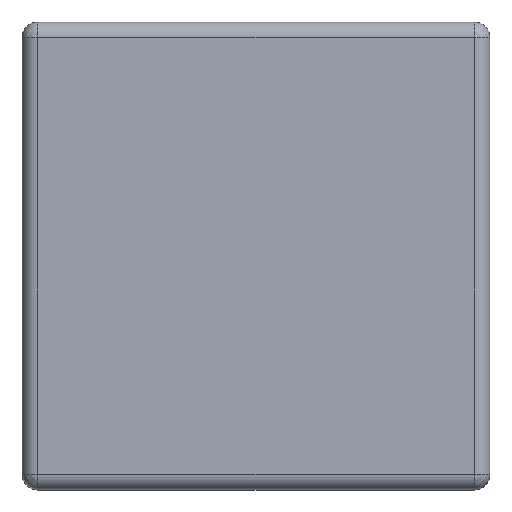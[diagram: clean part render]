
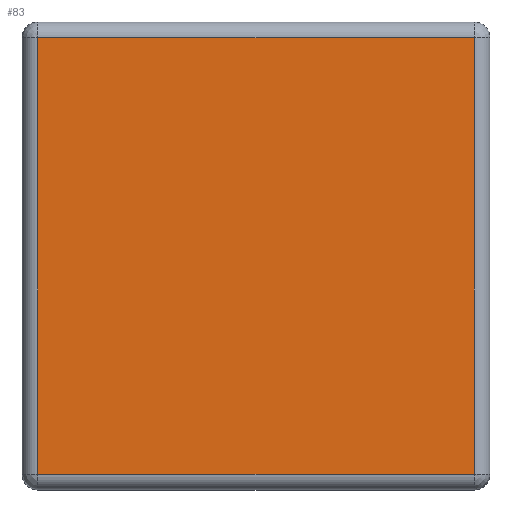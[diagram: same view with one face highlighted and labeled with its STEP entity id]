
A CAD part, top view. The second image highlights one B-rep face of the part: STEP entity #83.
In plain terms, the highlighted planar face has unit normal (0, 0, 1).
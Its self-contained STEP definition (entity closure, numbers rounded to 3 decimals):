
#44=CARTESIAN_POINT('',(-18.,-18.,3.2));
#45=DIRECTION('',(0.0,0.0,1.0));
#46=DIRECTION('',(1.0,0.0,0.0));
#47=AXIS2_PLACEMENT_3D('',#44,#45,#46);
#48=PLANE('',#47);
#49=CARTESIAN_POINT('',(14.0,-14.,3.2));
#50=VERTEX_POINT('',#49);
#51=CARTESIAN_POINT('',(14.0,14.,3.2));
#52=VERTEX_POINT('',#51);
#53=CARTESIAN_POINT('',(14.0,-14.,3.2));
#54=DIRECTION('',(0.0,1.0,0.0));
#55=VECTOR('',#54,28.);
#56=LINE('',#53,#55);
#57=EDGE_CURVE('',#50,#52,#56,.T.);
#58=ORIENTED_EDGE('',*,*,#57,.T.);
#59=CARTESIAN_POINT('',(-14.,14.,3.2));
#60=VERTEX_POINT('',#59);
#61=CARTESIAN_POINT('',(14.0,14.,3.2));
#62=DIRECTION('',(-1.0,0.0,0.0));
#63=VECTOR('',#62,28.0);
#64=LINE('',#61,#63);
#65=EDGE_CURVE('',#52,#60,#64,.T.);
#66=ORIENTED_EDGE('',*,*,#65,.T.);
#67=CARTESIAN_POINT('',(-14.0,-14.,3.2));
#68=VERTEX_POINT('',#67);
#69=CARTESIAN_POINT('',(-14.,14.,3.2));
#70=DIRECTION('',(0.0,-1.0,0.0));
#71=VECTOR('',#70,28.0);
#72=LINE('',#69,#71);
#73=EDGE_CURVE('',#60,#68,#72,.T.);
#74=ORIENTED_EDGE('',*,*,#73,.T.);
#75=CARTESIAN_POINT('',(-14.0,-14.,3.2));
#76=DIRECTION('',(1.0,0.0,0.0));
#77=VECTOR('',#76,28.0);
#78=LINE('',#75,#77);
#79=EDGE_CURVE('',#68,#50,#78,.T.);
#80=ORIENTED_EDGE('',*,*,#79,.T.);
#81=EDGE_LOOP('',(#58,#66,#74,#80));
#82=FACE_OUTER_BOUND('',#81,.T.);
#83=ADVANCED_FACE('',(#82),#48,.T.);
